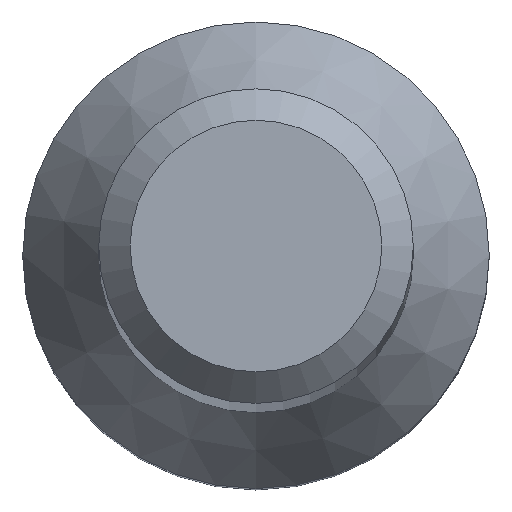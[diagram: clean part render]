
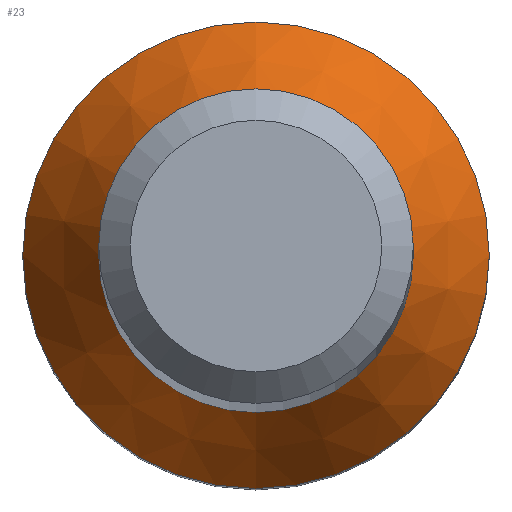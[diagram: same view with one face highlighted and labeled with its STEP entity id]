
A CAD part, top view. The second image highlights one B-rep face of the part: STEP entity #23.
In plain terms, the highlighted conical face has half-angle 30 degrees and reference radius 4.45 mm.
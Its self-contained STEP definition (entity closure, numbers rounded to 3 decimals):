
#6 = CARTESIAN_POINT ( 'NONE',  ( 0., 0., 16. ) ) ;
#18 = DIRECTION ( 'NONE',  ( 0., 1., 0. ) ) ;
#20 = ORIENTED_EDGE ( 'NONE', *, *, #152, .F. ) ;
#22 = FACE_BOUND ( 'NONE', #64, .T. ) ;
#23 = ADVANCED_FACE ( 'NONE', ( #22, #187 ), #203, .T. ) ;
#37 = CIRCLE ( 'NONE', #210, 3. ) ;
#42 = ORIENTED_EDGE ( 'NONE', *, *, #151, .T. ) ;
#52 = DIRECTION ( 'NONE',  ( 0., 1., 0. ) ) ;
#51 = VERTEX_POINT ( 'NONE', #162 ) ;
#53 = VERTEX_POINT ( 'NONE', #120 ) ;
#64 = EDGE_LOOP ( 'NONE', ( #42 ) ) ;
#87 = AXIS2_PLACEMENT_3D ( 'NONE', #94, #227, #205 ) ;
#94 = CARTESIAN_POINT ( 'NONE',  ( 0., 0., 16. ) ) ;
#120 = CARTESIAN_POINT ( 'NONE',  ( 0., 4.45, 16. ) ) ;
#151 = EDGE_CURVE ( 'NONE', #51, #51, #37, .T. ) ;
#152 = EDGE_CURVE ( 'NONE', #53, #53, #242, .T. ) ;
#161 = AXIS2_PLACEMENT_3D ( 'NONE', #6, #236, #52 ) ;
#162 = CARTESIAN_POINT ( 'NONE',  ( 0., 3., 18.511 ) ) ;
#170 = EDGE_LOOP ( 'NONE', ( #20 ) ) ;
#185 = CARTESIAN_POINT ( 'NONE',  ( 0., 0., 18.511 ) ) ;
#187 = FACE_OUTER_BOUND ( 'NONE', #170, .T. ) ;
#203 = CONICAL_SURFACE ( 'NONE', #161, 4.45, 0.524 ) ;
#205 = DIRECTION ( 'NONE',  ( 0., 1., 0. ) ) ;
#210 = AXIS2_PLACEMENT_3D ( 'NONE', #185, #229, #18 ) ;
#227 = DIRECTION ( 'NONE',  ( 0., 0., -1. ) ) ;
#229 = DIRECTION ( 'NONE',  ( 0., 0., -1. ) ) ;
#236 = DIRECTION ( 'NONE',  ( 0., 0., -1. ) ) ;
#242 = CIRCLE ( 'NONE', #87, 4.45 ) ;
